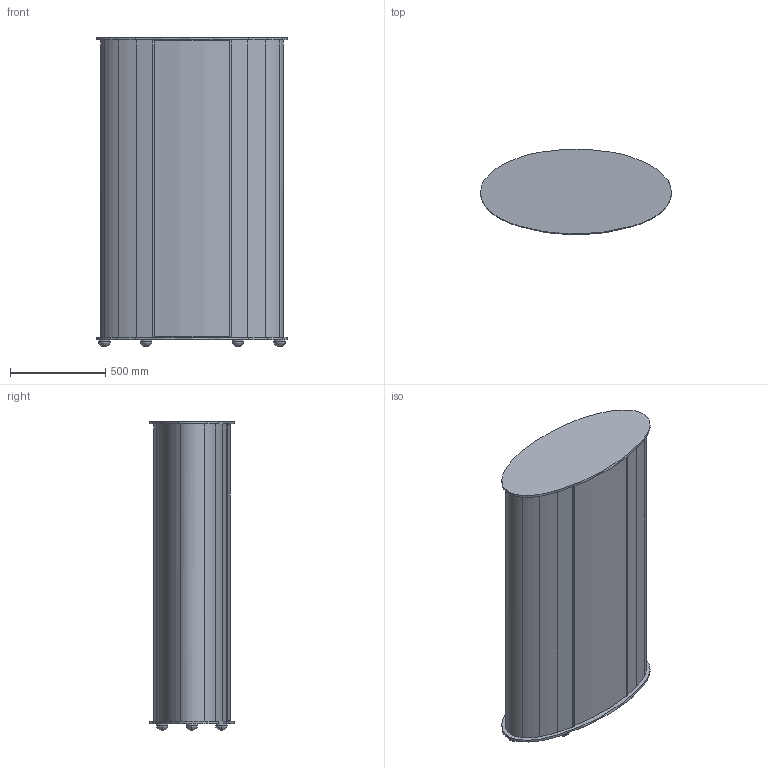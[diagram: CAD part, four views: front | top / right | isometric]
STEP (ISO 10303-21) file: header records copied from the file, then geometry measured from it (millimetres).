
FILE_DESCRIPTION(/* description */ (''),/* implementation_level */ '2;1');
FILE_NAME(/* name */ '2150 - Palladio Uno',/* time_stamp */ '2010-11-04T15:48:54+01:00',/* author */ (''),/* organization */ (''),/* preprocessor_version */ 'ST-DEVELOPER v10',/* originating_system */ '',/* authorisation */ '');
FILE_SCHEMA (('CONFIG_CONTROL_DESIGN'));
Length unit declared in the file: centimetre
Products named in the file (1): 1
Bounding box: 1000 x 443.49 x 1619 mm (x, y, z)
Volume: 34814780.3 mm3; surface area: 10402968.3 mm2
Topology: 15 solids, 15 shells, 179 faces, 447 edges, 274 vertices
Faces by surface type: bspline 145, plane 34
Entity records: 5074 total; most frequent: CARTESIAN_POINT 2604, ORIENTED_EDGE 846, EDGE_CURVE 423, VERTEX_POINT 274, ADVANCED_FACE 179, FACE_OUTER_BOUND 179, EDGE_LOOP 179, B_SPLINE_CURVE_WITH_KNOTS 166
